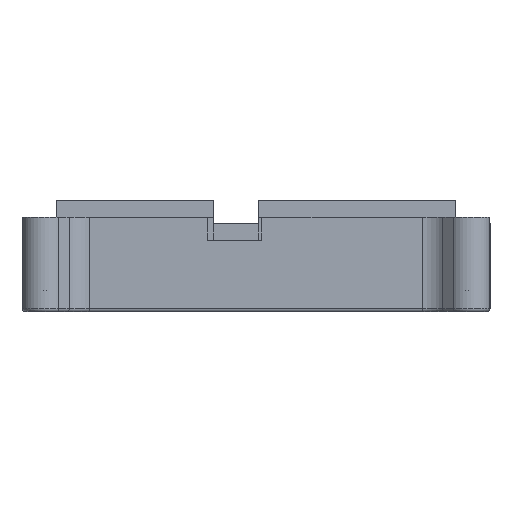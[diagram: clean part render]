
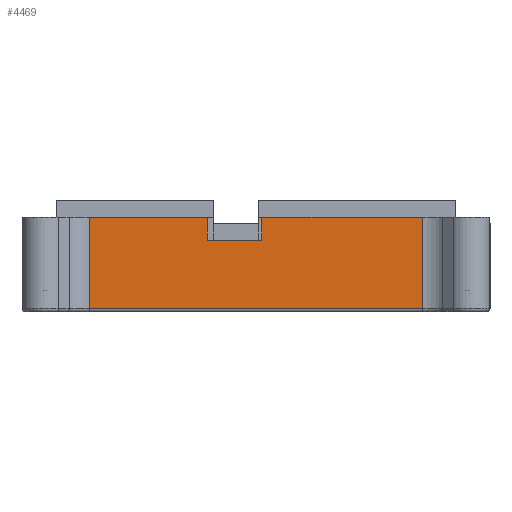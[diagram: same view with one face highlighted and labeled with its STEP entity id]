
A CAD part, left-side view. The second image highlights one B-rep face of the part: STEP entity #4469.
In plain terms, the highlighted planar face has unit normal (-1, 0, 0).
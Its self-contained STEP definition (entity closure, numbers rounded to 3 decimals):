
#261=PLANE('',#4869);
#472=FACE_OUTER_BOUND('',#743,.T.);
#743=EDGE_LOOP('',(#3601,#3602,#3603,#3604,#3605,#3606,#3607,#3608));
#1012=LINE('',#6445,#1421);
#1058=LINE('',#6632,#1467);
#1098=LINE('',#6970,#1507);
#1101=LINE('',#6977,#1510);
#1102=LINE('',#6979,#1511);
#1103=LINE('',#6981,#1512);
#1104=LINE('',#6983,#1513);
#1105=LINE('',#6984,#1514);
#1421=VECTOR('',#5378,10.);
#1467=VECTOR('',#5588,10.);
#1507=VECTOR('',#5660,10.);
#1510=VECTOR('',#5667,10.);
#1511=VECTOR('',#5668,10.);
#1512=VECTOR('',#5669,10.);
#1513=VECTOR('',#5670,10.);
#1514=VECTOR('',#5671,10.);
#1975=VERTEX_POINT('',#6438);
#1977=VERTEX_POINT('',#6443);
#2036=VERTEX_POINT('',#6631);
#2118=VERTEX_POINT('',#6968);
#2120=VERTEX_POINT('',#6976);
#2121=VERTEX_POINT('',#6978);
#2122=VERTEX_POINT('',#6980);
#2123=VERTEX_POINT('',#6982);
#2477=EDGE_CURVE('',#1977,#1975,#1012,.T.);
#2571=EDGE_CURVE('',#1975,#2036,#1058,.T.);
#2660=EDGE_CURVE('',#2118,#1977,#1098,.T.);
#2663=EDGE_CURVE('',#2120,#2118,#1101,.T.);
#2664=EDGE_CURVE('',#2121,#2120,#1102,.T.);
#2665=EDGE_CURVE('',#2122,#2121,#1103,.T.);
#2666=EDGE_CURVE('',#2122,#2123,#1104,.T.);
#2667=EDGE_CURVE('',#2036,#2123,#1105,.T.);
#3601=ORIENTED_EDGE('',*,*,#2477,.F.);
#3602=ORIENTED_EDGE('',*,*,#2660,.F.);
#3603=ORIENTED_EDGE('',*,*,#2663,.F.);
#3604=ORIENTED_EDGE('',*,*,#2664,.F.);
#3605=ORIENTED_EDGE('',*,*,#2665,.F.);
#3606=ORIENTED_EDGE('',*,*,#2666,.T.);
#3607=ORIENTED_EDGE('',*,*,#2667,.F.);
#3608=ORIENTED_EDGE('',*,*,#2571,.F.);
#4469=ADVANCED_FACE('',(#472),#261,.T.);
#4869=AXIS2_PLACEMENT_3D('',#6975,#5665,#5666);
#5378=DIRECTION('',(0.,1.,0.));
#5588=DIRECTION('',(0.,0.,1.));
#5660=DIRECTION('',(0.,0.,-1.));
#5665=DIRECTION('center_axis',(-1.,0.,0.));
#5666=DIRECTION('ref_axis',(0.,-1.,0.));
#5667=DIRECTION('',(0.,-1.,0.));
#5668=DIRECTION('',(0.,0.,1.));
#5669=DIRECTION('',(0.,-1.,0.));
#5670=DIRECTION('',(0.,0.,1.));
#5671=DIRECTION('',(0.,-1.,0.));
#6438=CARTESIAN_POINT('',(-114.5,62.677,0.5));
#6443=CARTESIAN_POINT('',(-114.5,4.323,0.5));
#6445=CARTESIAN_POINT('',(-114.5,37.75,0.5));
#6631=CARTESIAN_POINT('',(-114.5,62.677,16.5));
#6632=CARTESIAN_POINT('',(-114.5,62.677,0.));
#6968=CARTESIAN_POINT('',(-114.5,4.323,16.5));
#6970=CARTESIAN_POINT('',(-114.5,4.323,0.));
#6975=CARTESIAN_POINT('Origin',(-114.5,42.,0.));
#6976=CARTESIAN_POINT('',(-114.5,32.5,16.5));
#6977=CARTESIAN_POINT('',(-114.5,-3.,16.5));
#6978=CARTESIAN_POINT('',(-114.5,32.5,12.5));
#6979=CARTESIAN_POINT('',(-114.5,32.5,0.));
#6980=CARTESIAN_POINT('',(-114.5,42.,12.5));
#6981=CARTESIAN_POINT('',(-114.5,-3.,12.5));
#6982=CARTESIAN_POINT('',(-114.5,42.,16.5));
#6983=CARTESIAN_POINT('',(-114.5,42.,0.));
#6984=CARTESIAN_POINT('',(-114.5,-3.,16.5));
